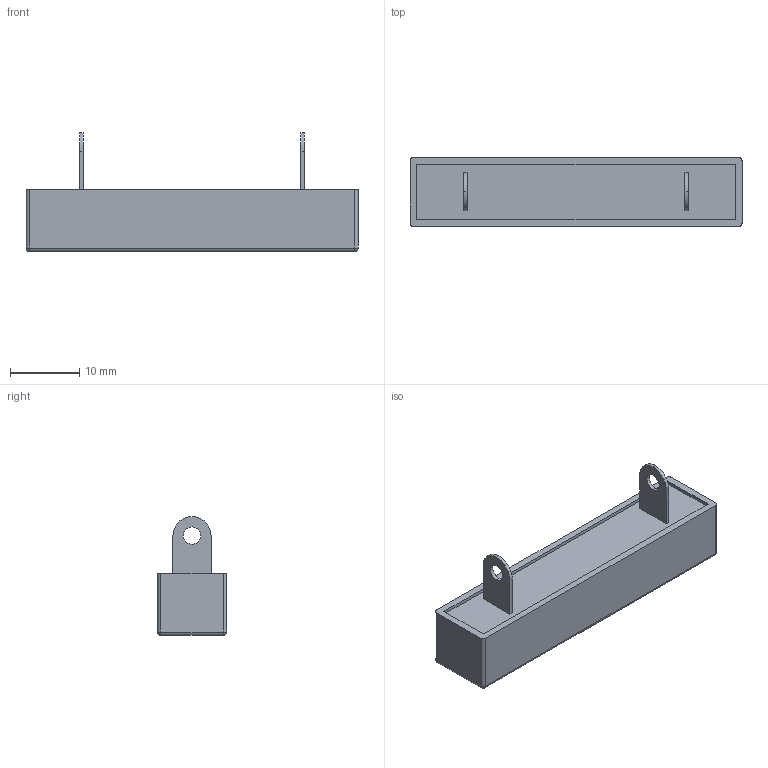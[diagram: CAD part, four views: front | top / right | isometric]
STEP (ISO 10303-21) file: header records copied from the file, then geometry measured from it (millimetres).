
FILE_DESCRIPTION (( 'STEP AP203' ), '1' );
FILE_NAME ('WPRT10S.STEP', '2015-10-19T11:17:52', ( '' ), ( '' ), 'SwSTEP 2.0', 'SolidWorks 2015', '' );
FILE_SCHEMA (( 'CONFIG_CONTROL_DESIGN' ));
Length unit declared in the file: millimetre
Products named in the file (1): WPRT10S
Bounding box: 48 x 10 x 17.2 mm (x, y, z)
Volume: 4167.6 mm3; surface area: 2206.7 mm2
Topology: 1 solids, 1 shells, 39 faces, 94 edges, 56 vertices
Faces by surface type: plane 19, cylinder 16, sphere 4
Entity records: 1185 total; most frequent: DIRECTION 202, CARTESIAN_POINT 186, ORIENTED_EDGE 180, EDGE_CURVE 90, AXIS2_PLACEMENT_3D 72, VECTOR 58, LINE 58, VERTEX_POINT 56
